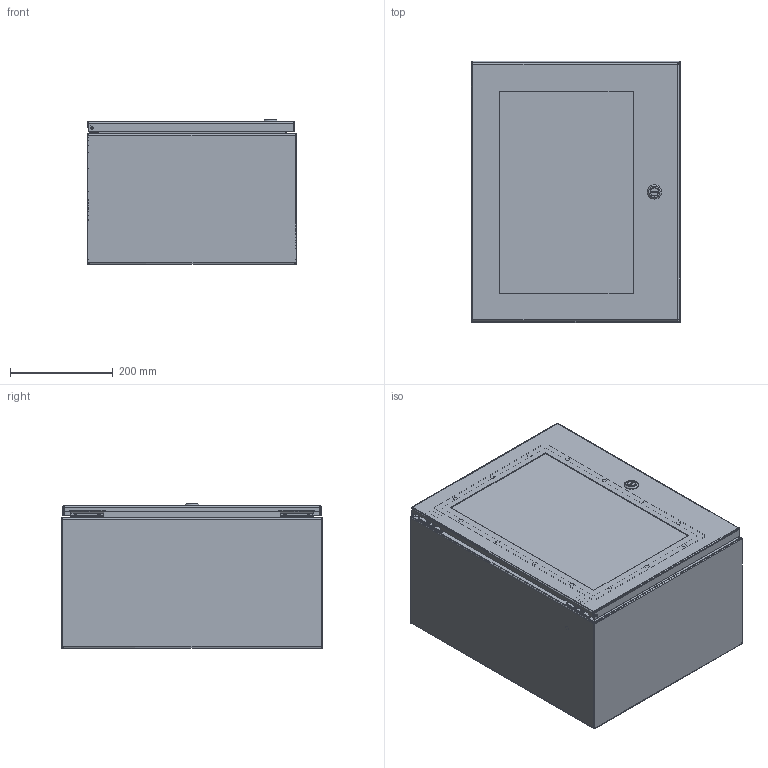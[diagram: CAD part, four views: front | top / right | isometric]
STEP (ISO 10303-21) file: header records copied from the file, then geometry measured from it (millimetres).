
FILE_DESCRIPTION((''),'2;1');
FILE_NAME('N412201610WC.iam.stp','2011-08-30T14:29:23',(''),(''),'Autodesk Inventor 2011','Autodesk Inventor 2011','');
FILE_SCHEMA(('AUTOMOTIVE_DESIGN { 1 0 10303 214 1 1 1 1 }'));
Length unit declared in the file: inch
Products named in the file (27): N412201610WC; N412201610WCBKP; N4122016WCLID; HFW328176; 17376 PIN; 17380 SCREW; 17723 BOX LEAF; 17723-UTI BRACKET; 17910 SEALING WASHER; HFW3161; 388150; 36819; 36822; 35375; HFW388206; 38821; 35124; 1000-u155_asm; 1000-14_prt; 1000-24_prt; 1000-u142_asm; 1000-318; 1000-03; 1000-277-01; HFW328175; 349117; 38846
Assembly tree (61 placements, depth 4):
  N412201610WC
    N412201610WCBKP
    N4122016WCLID
    HFW328176  x2
      17376 PIN
      17380 SCREW
      17723 BOX LEAF
      17723-UTI BRACKET
      17910 SEALING WASHER
    HFW3161  x2
    388150  x4
    36819  x2
    36822  x2
    35375
    HFW388206  x13
    38821
    35124
      1000-u155_asm
      1000-14_prt
      1000-24_prt
      1000-u142_asm
        1000-318
        1000-03
        1000-277-01
    HFW328175  x2
    349117  x14
    38846
Bounding box: 406.4 x 508 x 281.3 mm (x, y, z)
Volume: 2468748.6 mm3; surface area: 2094145.8 mm2
Topology: 64 solids, 66 shells, 1957 faces, 4528 edges, 2721 vertices
Faces by surface type: plane 732, cylinder 610, cone 394, bspline 152, torus 65, sphere 4
Full cylindrical faces by diameter (mm): 2.362 x4, 3.175 x2, 3.317 x68, 3.861 x4, 3.962 x16, 4.166 x68, 4.25 x4, 4.366 x4, 4.572 x4, 4.775 x6, 4.826 x14, 5 x1, 5.5 x1, 6.35 x10, 6.502 x4, 6.985 x4, 7.144 x14, 7.62 x4, 8.128 x4, 8.56 x14, 9.144 x4, 9.9 x1, 10 x1, 10.2 x1, 11.113 x4, 12.8 x1, 13.5 x1, 14.3 x4, 15.2 x1, 15.8 x1
Entity records: 35982 total; most frequent: CARTESIAN_POINT 12870, DIRECTION 4567, ORIENTED_EDGE 4299, EDGE_CURVE 2150, AXIS2_PLACEMENT_3D 1694, VERTEX_POINT 1382, EDGE_LOOP 1249, VECTOR 1179
